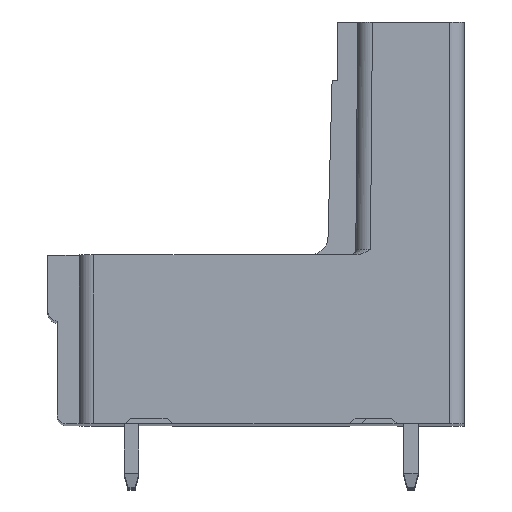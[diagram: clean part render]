
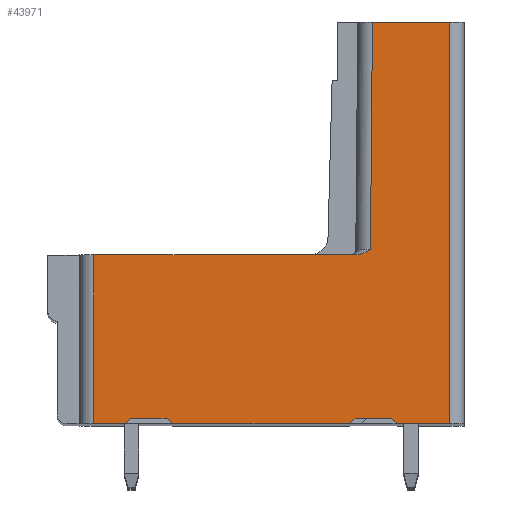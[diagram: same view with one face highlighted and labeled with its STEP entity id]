
A CAD part, top view. The second image highlights one B-rep face of the part: STEP entity #43971.
In plain terms, the highlighted planar face has unit normal (0, 0, 1).
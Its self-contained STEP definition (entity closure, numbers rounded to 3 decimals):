
#4625=DIRECTION('',(1.,0.,0.));
#4626=VECTOR('',#4625,2.85);
#4627=CARTESIAN_POINT('',(-3.644,0.,
-54.063));
#4628=LINE('',#4627,#4626);
#8905=CARTESIAN_POINT('',(-5.857,9.2,
-54.063));
#9224=DIRECTION('',(1.,0.,0.));
#9225=VECTOR('',#9224,2.);
#9226=CARTESIAN_POINT('',(-18.194,0.3,-54.063));
#9227=LINE('',#9226,#9225);
#9232=DIRECTION('',(1.,0.,0.));
#9233=VECTOR('',#9232,14.337);
#9234=CARTESIAN_POINT('',(-20.194,9.2,
-54.063));
#9235=LINE('',#9234,#9233);
#9236=CARTESIAN_POINT('',(-5.857,9.2,
-54.063));
#9237=CARTESIAN_POINT('',(-5.825,9.2,
-54.063));
#9238=CARTESIAN_POINT('',(-5.757,9.204,
-54.063));
#9239=CARTESIAN_POINT('',(-5.644,9.227,
-54.063));
#9240=CARTESIAN_POINT('',(-5.523,9.268,
-54.063));
#9241=CARTESIAN_POINT('',(-5.393,9.328,
-54.063));
#9242=CARTESIAN_POINT('',(-5.255,9.405,
-54.063));
#9243=CARTESIAN_POINT('',(-5.154,9.467,
-54.063));
#9244=CARTESIAN_POINT('',(-5.102,9.5,
-54.063));
#9246=DIRECTION('',(0.009,1.,0.));
#9247=VECTOR('',#9246,12.4);
#9248=CARTESIAN_POINT('',(-5.102,9.5,
-54.063));
#9249=LINE('',#9248,#9247);
#9250=DIRECTION('',(1.,0.,0.));
#9251=VECTOR('',#9250,4.2);
#9252=CARTESIAN_POINT('',(-4.994,21.9,-54.063));
#9253=LINE('',#9252,#9251);
#9254=DIRECTION('',(-0.707,0.707,0.));
#9255=VECTOR('',#9254,0.424);
#9256=CARTESIAN_POINT('',(-3.644,0.,
-54.063));
#9257=LINE('',#9256,#9255);
#9258=DIRECTION('',(-0.707,-0.707,0.));
#9259=VECTOR('',#9258,0.424);
#9260=CARTESIAN_POINT('',(-5.944,0.3,
-54.063));
#9261=LINE('',#9260,#9259);
#9262=DIRECTION('',(-1.,0.,0.));
#9263=VECTOR('',#9262,9.65);
#9264=CARTESIAN_POINT('',(-6.244,0.,
-54.063));
#9265=LINE('',#9264,#9263);
#9266=DIRECTION('',(-0.707,0.707,0.));
#9267=VECTOR('',#9266,0.424);
#9268=CARTESIAN_POINT('',(-15.894,0.,
-54.063));
#9269=LINE('',#9268,#9267);
#9270=DIRECTION('',(-0.707,-0.707,0.));
#9271=VECTOR('',#9270,0.424);
#9272=CARTESIAN_POINT('',(-18.194,0.3,-54.063));
#9273=LINE('',#9272,#9271);
#9274=DIRECTION('',(-1.,0.,0.));
#9275=VECTOR('',#9274,1.7);
#9276=CARTESIAN_POINT('',(-18.494,0.,
-54.063));
#9277=LINE('',#9276,#9275);
#9278=DIRECTION('',(0.,1.,0.));
#9279=VECTOR('',#9278,9.2);
#9280=CARTESIAN_POINT('',(-20.194,0.,
-54.063));
#9281=LINE('',#9280,#9279);
#10620=DIRECTION('',(1.,0.,0.));
#10621=VECTOR('',#10620,2.);
#10622=CARTESIAN_POINT('',(-5.944,0.3,
-54.063));
#10623=LINE('',#10622,#10621);
#17578=DIRECTION('',(0.,1.,0.));
#17579=VECTOR('',#17578,21.9);
#17580=CARTESIAN_POINT('',(-0.794,0.,
-54.063));
#17581=LINE('',#17580,#17579);
#24629=CARTESIAN_POINT('',(-0.794,21.9,-54.063));
#24630=VERTEX_POINT('',#24629);
#24631=CARTESIAN_POINT('',(-4.994,21.9,-54.063));
#24632=VERTEX_POINT('',#24631);
#24676=CARTESIAN_POINT('',(-20.194,0.,
-54.063));
#24677=VERTEX_POINT('',#24676);
#24678=CARTESIAN_POINT('',(-18.494,0.,
-54.063));
#24679=VERTEX_POINT('',#24678);
#24692=CARTESIAN_POINT('',(-15.894,0.,
-54.063));
#24693=VERTEX_POINT('',#24692);
#24694=CARTESIAN_POINT('',(-6.244,0.,
-54.063));
#24695=VERTEX_POINT('',#24694);
#24716=CARTESIAN_POINT('',(-3.644,0.,
-54.063));
#24717=VERTEX_POINT('',#24716);
#24718=CARTESIAN_POINT('',(-0.794,0.,
-54.063));
#24719=VERTEX_POINT('',#24718);
#24828=VERTEX_POINT('',#8905);
#24829=CARTESIAN_POINT('',(-20.194,9.2,
-54.063));
#24830=VERTEX_POINT('',#24829);
#25020=CARTESIAN_POINT('',(-16.194,0.3,
-54.063));
#25021=VERTEX_POINT('',#25020);
#25022=CARTESIAN_POINT('',(-18.194,0.3,-54.063));
#25023=VERTEX_POINT('',#25022);
#25024=VERTEX_POINT('',#9244);
#25025=CARTESIAN_POINT('',(-3.944,0.3,
-54.063));
#25026=VERTEX_POINT('',#25025);
#25027=CARTESIAN_POINT('',(-5.944,0.3,
-54.063));
#25028=VERTEX_POINT('',#25027);
#43941=CARTESIAN_POINT('',(-6.202,9.5,-54.063));
#43942=DIRECTION('',(0.,0.,1.));
#43943=DIRECTION('',(-1.,0.,0.));
#43944=AXIS2_PLACEMENT_3D('',#43941,#43942,#43943);
#43945=PLANE('',#43944);
#43946=ORIENTED_EDGE('',*,*,#42928,.T.);
#43948=ORIENTED_EDGE('',*,*,#43947,.T.);
#43950=ORIENTED_EDGE('',*,*,#43949,.T.);
#43952=ORIENTED_EDGE('',*,*,#43951,.T.);
#43954=ORIENTED_EDGE('',*,*,#43953,.F.);
#43955=ORIENTED_EDGE('',*,*,#37213,.F.);
#43957=ORIENTED_EDGE('',*,*,#43956,.T.);
#43959=ORIENTED_EDGE('',*,*,#43958,.F.);
#43961=ORIENTED_EDGE('',*,*,#43960,.T.);
#43962=ORIENTED_EDGE('',*,*,#37189,.T.);
#43963=ORIENTED_EDGE('',*,*,#43908,.T.);
#43964=ORIENTED_EDGE('',*,*,#43922,.F.);
#43965=ORIENTED_EDGE('',*,*,#43935,.T.);
#43966=ORIENTED_EDGE('',*,*,#37173,.T.);
#43968=ORIENTED_EDGE('',*,*,#43967,.T.);
#43969=EDGE_LOOP('',(#43946,#43948,#43950,#43952,#43954,#43955,#43957,#43959,
#43961,#43962,#43963,#43964,#43965,#43966,#43968));
#43970=FACE_OUTER_BOUND('',#43969,.F.);
#43971=ADVANCED_FACE('',(#43970),#43945,.T.);
#9245=B_SPLINE_CURVE_WITH_KNOTS('',3,(#9236,#9237,#9238,#9239,#9240,#9241,#9242,
#9243,#9244),.UNSPECIFIED.,.F.,.F.,(4,1,1,1,1,1,4),(0.,0.167,
0.333,0.5,0.667,0.833,1.),
.UNSPECIFIED.);
#37173=EDGE_CURVE('',#24679,#24677,#9277,.T.);
#37189=EDGE_CURVE('',#24695,#24693,#9265,.T.);
#37213=EDGE_CURVE('',#24717,#24719,#4628,.T.);
#42928=EDGE_CURVE('',#24830,#24828,#9235,.T.);
#43908=EDGE_CURVE('',#24693,#25021,#9269,.T.);
#43922=EDGE_CURVE('',#25023,#25021,#9227,.T.);
#43935=EDGE_CURVE('',#25023,#24679,#9273,.T.);
#43947=EDGE_CURVE('',#24828,#25024,#9245,.T.);
#43949=EDGE_CURVE('',#25024,#24632,#9249,.T.);
#43951=EDGE_CURVE('',#24632,#24630,#9253,.T.);
#43953=EDGE_CURVE('',#24719,#24630,#17581,.T.);
#43956=EDGE_CURVE('',#24717,#25026,#9257,.T.);
#43958=EDGE_CURVE('',#25028,#25026,#10623,.T.);
#43960=EDGE_CURVE('',#25028,#24695,#9261,.T.);
#43967=EDGE_CURVE('',#24677,#24830,#9281,.T.);
